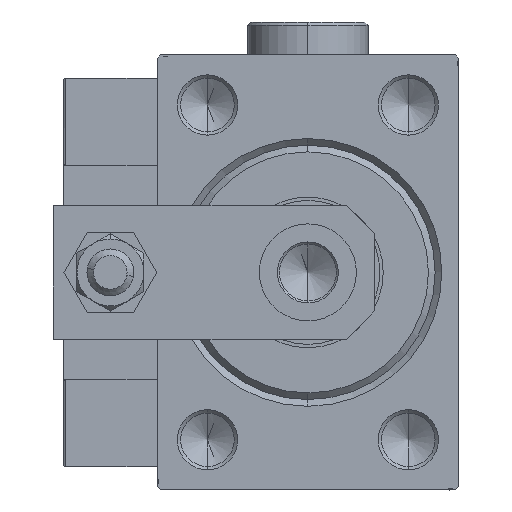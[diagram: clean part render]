
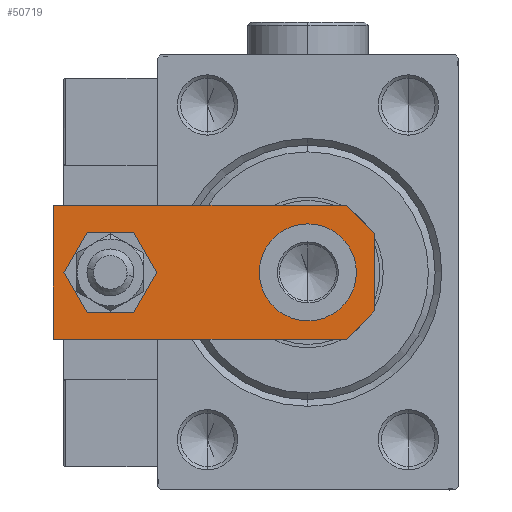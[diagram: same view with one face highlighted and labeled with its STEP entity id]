
A CAD part, left-side view. The second image highlights one B-rep face of the part: STEP entity #50719.
In plain terms, the highlighted face is planar.
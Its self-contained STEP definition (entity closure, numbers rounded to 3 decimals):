
#358 = LINE ( 'NONE', #9154, #21239 ) ;
#1124 = CARTESIAN_POINT ( 'NONE',  ( -5.76, 0., 6. ) ) ;
#1282 = DIRECTION ( 'NONE',  ( 0.707, -0.707, 0. ) ) ;
#2045 = ORIENTED_EDGE ( 'NONE', *, *, #4090, .T. ) ;
#2434 = VERTEX_POINT ( 'NONE', #4139 ) ;
#4090 = EDGE_CURVE ( 'NONE', #5781, #17111, #31244, .T. ) ;
#4139 = CARTESIAN_POINT ( 'NONE',  ( -4., 39.5, 6. ) ) ;
#5781 = VERTEX_POINT ( 'NONE', #1124 ) ;
#8361 = CIRCLE ( 'NONE', #22918, 7.25 ) ;
#8386 = DIRECTION ( 'NONE',  ( 0., 0., 1. ) ) ;
#8516 = CARTESIAN_POINT ( 'NONE',  ( 0., 39.5, 6. ) ) ;
#9154 = CARTESIAN_POINT ( 'NONE',  ( 10., 0., 6. ) ) ;
#9248 = VERTEX_POINT ( 'NONE', #13645 ) ;
#9308 = DIRECTION ( 'NONE',  ( 1., 0., 0. ) ) ;
#11241 = CARTESIAN_POINT ( 'NONE',  ( 0., 39.5, 6. ) ) ;
#11999 = CARTESIAN_POINT ( 'NONE',  ( 10., 48., 6. ) ) ;
#12012 = EDGE_CURVE ( 'NONE', #15446, #18384, #45316, .T. ) ;
#12665 = FACE_OUTER_BOUND ( 'NONE', #20601, .T. ) ;
#13645 = CARTESIAN_POINT ( 'NONE',  ( -10., 4.24, 6. ) ) ;
#14059 = AXIS2_PLACEMENT_3D ( 'NONE', #36727, #8386, #24724 ) ;
#15446 = VERTEX_POINT ( 'NONE', #11999 ) ;
#15588 = DIRECTION ( 'NONE',  ( 0., -1., 0. ) ) ;
#16443 = DIRECTION ( 'NONE',  ( -1., 0., 0. ) ) ;
#16630 = DIRECTION ( 'NONE',  ( 1., 0., 0. ) ) ;
#16807 = CARTESIAN_POINT ( 'NONE',  ( 5.76, 0., 6. ) ) ;
#16880 = EDGE_LOOP ( 'NONE', ( #51462, #33981 ) ) ;
#17111 = VERTEX_POINT ( 'NONE', #16807 ) ;
#17425 = DIRECTION ( 'NONE',  ( 0., 1., 0. ) ) ;
#17543 = CARTESIAN_POINT ( 'NONE',  ( -10., 48., 6. ) ) ;
#17818 = VECTOR ( 'NONE', #15588, 1000. ) ;
#17906 = EDGE_CURVE ( 'NONE', #20260, #2434, #45106, .T. ) ;
#18384 = VERTEX_POINT ( 'NONE', #17543 ) ;
#18700 = VERTEX_POINT ( 'NONE', #48534 ) ;
#19103 = EDGE_CURVE ( 'NONE', #40386, #15446, #358, .T. ) ;
#20260 = VERTEX_POINT ( 'NONE', #44986 ) ;
#20601 = EDGE_LOOP ( 'NONE', ( #49370, #26494, #2045, #50004, #27007, #45053 ) ) ;
#21005 = CARTESIAN_POINT ( 'NONE',  ( 10., 48., 6. ) ) ;
#21076 = LINE ( 'NONE', #37373, #50736 ) ;
#21239 = VECTOR ( 'NONE', #17425, 1000. ) ;
#22031 = DIRECTION ( 'NONE',  ( 0., 0., 1. ) ) ;
#22129 = ORIENTED_EDGE ( 'NONE', *, *, #51981, .F. ) ;
#22689 = VECTOR ( 'NONE', #16443, 1000. ) ;
#22918 = AXIS2_PLACEMENT_3D ( 'NONE', #35121, #44458, #16630 ) ;
#23084 = DIRECTION ( 'NONE',  ( 1., 0., 0. ) ) ;
#23233 = DIRECTION ( 'NONE',  ( 1., 0., 0. ) ) ;
#23293 = DIRECTION ( 'NONE',  ( 1., 0., 0. ) ) ;
#23831 = DIRECTION ( 'NONE',  ( 0., 0., 1. ) ) ;
#24656 = AXIS2_PLACEMENT_3D ( 'NONE', #11241, #23831, #23293 ) ;
#24724 = DIRECTION ( 'NONE',  ( 1., 0., 0. ) ) ;
#24982 = FACE_BOUND ( 'NONE', #16880, .T. ) ;
#26494 = ORIENTED_EDGE ( 'NONE', *, *, #49335, .T. ) ;
#26552 = LINE ( 'NONE', #46851, #44314 ) ;
#27007 = ORIENTED_EDGE ( 'NONE', *, *, #19103, .T. ) ;
#28209 = FACE_BOUND ( 'NONE', #52060, .T. ) ;
#29378 = DIRECTION ( 'NONE',  ( 0., 0., 1. ) ) ;
#29640 = AXIS2_PLACEMENT_3D ( 'NONE', #30318, #22031, #23084 ) ;
#30296 = DIRECTION ( 'NONE',  ( 0.707, 0.707, 0. ) ) ;
#30318 = CARTESIAN_POINT ( 'NONE',  ( 0., 10., 6. ) ) ;
#31244 = LINE ( 'NONE', #39517, #51525 ) ;
#31309 = EDGE_CURVE ( 'NONE', #17111, #40386, #26552, .T. ) ;
#32247 = EDGE_CURVE ( 'NONE', #18700, #35853, #8361, .T. ) ;
#33124 = EDGE_CURVE ( 'NONE', #18384, #9248, #51967, .T. ) ;
#33904 = CIRCLE ( 'NONE', #29640, 7.25 ) ;
#33981 = ORIENTED_EDGE ( 'NONE', *, *, #17906, .F. ) ;
#35121 = CARTESIAN_POINT ( 'NONE',  ( 0., 10., 6. ) ) ;
#35853 = VERTEX_POINT ( 'NONE', #39456 ) ;
#36727 = CARTESIAN_POINT ( 'NONE',  ( 0., 0., 6. ) ) ;
#36936 = CIRCLE ( 'NONE', #44607, 4. ) ;
#37373 = CARTESIAN_POINT ( 'NONE',  ( -2.88, -2.88, 6. ) ) ;
#39456 = CARTESIAN_POINT ( 'NONE',  ( 7.25, 10., 6. ) ) ;
#39517 = CARTESIAN_POINT ( 'NONE',  ( -10., 0., 6. ) ) ;
#39612 = ORIENTED_EDGE ( 'NONE', *, *, #32247, .F. ) ;
#40386 = VERTEX_POINT ( 'NONE', #49828 ) ;
#44314 = VECTOR ( 'NONE', #30296, 1000. ) ;
#44458 = DIRECTION ( 'NONE',  ( 0., 0., 1. ) ) ;
#44541 = EDGE_CURVE ( 'NONE', #2434, #20260, #36936, .T. ) ;
#44607 = AXIS2_PLACEMENT_3D ( 'NONE', #8516, #29378, #9308 ) ;
#44986 = CARTESIAN_POINT ( 'NONE',  ( 4., 39.5, 6. ) ) ;
#45053 = ORIENTED_EDGE ( 'NONE', *, *, #12012, .T. ) ;
#45106 = CIRCLE ( 'NONE', #24656, 4. ) ;
#45316 = LINE ( 'NONE', #21005, #22689 ) ;
#46851 = CARTESIAN_POINT ( 'NONE',  ( 2.88, -2.88, 6. ) ) ;
#48534 = CARTESIAN_POINT ( 'NONE',  ( -7.25, 10., 6. ) ) ;
#49286 = PLANE ( 'NONE',  #14059 ) ;
#49335 = EDGE_CURVE ( 'NONE', #9248, #5781, #21076, .T. ) ;
#49370 = ORIENTED_EDGE ( 'NONE', *, *, #33124, .T. ) ;
#49828 = CARTESIAN_POINT ( 'NONE',  ( 10., 4.24, 6. ) ) ;
#50004 = ORIENTED_EDGE ( 'NONE', *, *, #31309, .T. ) ;
#50719 = ADVANCED_FACE ( 'NONE', ( #24982, #12665, #28209 ), #49286, .T. ) ;
#50736 = VECTOR ( 'NONE', #1282, 1000. ) ;
#51462 = ORIENTED_EDGE ( 'NONE', *, *, #44541, .F. ) ;
#51525 = VECTOR ( 'NONE', #23233, 1000. ) ;
#51967 = LINE ( 'NONE', #52221, #17818 ) ;
#51981 = EDGE_CURVE ( 'NONE', #35853, #18700, #33904, .T. ) ;
#52060 = EDGE_LOOP ( 'NONE', ( #39612, #22129 ) ) ;
#52221 = CARTESIAN_POINT ( 'NONE',  ( -10., 48., 6. ) ) ;
